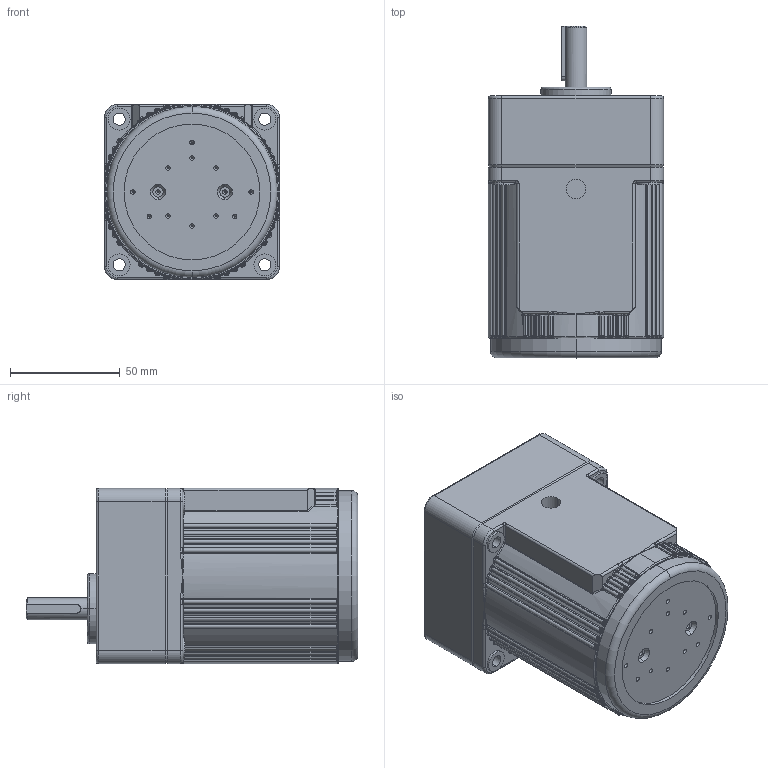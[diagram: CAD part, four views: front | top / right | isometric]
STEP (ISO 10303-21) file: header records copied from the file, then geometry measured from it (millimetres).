
FILE_DESCRIPTION (( 'STEP AP203' ), '1' );
FILE_NAME ('4IK25+4GN3-15K.STEP', '2020-01-08T06:02:12', ( 'Sky123.Org' ), ( 'Sky123.Org' ), 'SwSTEP 2.0', 'SolidWorks 2014', '' );
FILE_SCHEMA (( 'CONFIG_CONTROL_DESIGN' ));
Length unit declared in the file: millimetre
Products named in the file (3): 4IK25A; 4GN3-15K; 4IK25+4GN3-15K
Assembly tree (2 placements, depth 2):
  4IK25+4GN3-15K
    4IK25A
    4GN3-15K
Bounding box: 80 x 151.5 x 80 mm (x, y, z)
Volume: 654363.3 mm3; surface area: 65972.5 mm2
Topology: 2 solids, 2 shells, 780 faces, 1868 edges, 1053 vertices
Faces by surface type: cylinder 230, torus 194, bspline 191, plane 60, sphere 57, cone 48
Entity records: 28854 total; most frequent: CARTESIAN_POINT 11753, ORIENTED_EDGE 3598, DIRECTION 3585, EDGE_CURVE 1799, AXIS2_PLACEMENT_3D 1622, VERTEX_POINT 1051, CIRCLE 1028, EDGE_LOOP 824
